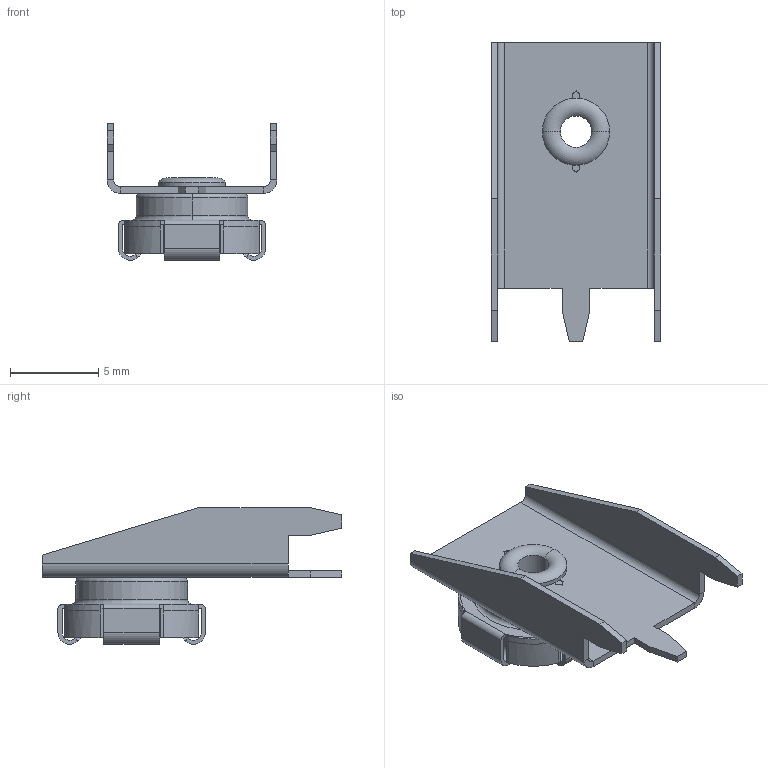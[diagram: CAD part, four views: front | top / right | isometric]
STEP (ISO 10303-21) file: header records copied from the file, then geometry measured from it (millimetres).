
FILE_DESCRIPTION (( 'STEP AP203' ), '1' );
FILE_NAME ('594.STEP', '2012-03-12T19:54:11', ( '' ), ( '' ), 'SwSTEP 2.0', 'SolidWorks 2009', '' );
FILE_SCHEMA (( 'CONFIG_CONTROL_DESIGN' ));
Length unit declared in the file: millimetre
Products named in the file (1): 594
Bounding box: 9.65 x 17.02 x 7.77 mm (x, y, z)
Volume: 122.5 mm3; surface area: 817.5 mm2
Topology: 3 solids, 3 shells, 186 faces, 460 edges, 286 vertices
Faces by surface type: plane 100, cylinder 56, torus 26, cone 4
Entity records: 5597 total; most frequent: CARTESIAN_POINT 1069, DIRECTION 950, ORIENTED_EDGE 920, EDGE_CURVE 460, AXIS2_PLACEMENT_3D 335, VERTEX_POINT 286, VECTOR 280, LINE 280
